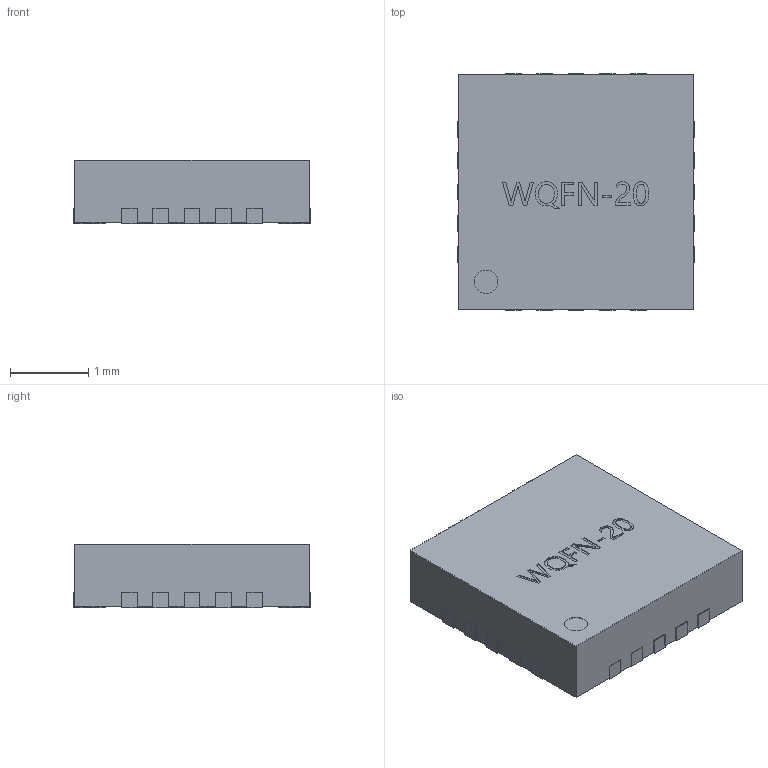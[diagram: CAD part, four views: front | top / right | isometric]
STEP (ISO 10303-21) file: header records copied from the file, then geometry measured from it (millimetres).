
FILE_DESCRIPTION (( 'STEP AP214' ), '1' );
FILE_NAME ('WQFN20-3x3.STEP', '2024-11-03T10:48:17', ( '' ), ( '' ), 'SwSTEP 2.0', 'SolidWorks 2021', '' );
FILE_SCHEMA (( 'AUTOMOTIVE_DESIGN' ));
Length unit declared in the file: millimetre
Products named in the file (1): WQFN20-3x3
Bounding box: 3.02 x 3.02 x 0.81 mm (x, y, z)
Volume: 7.2 mm3; surface area: 28.2 mm2
Topology: 1 solids, 1 shells, 233 faces, 660 edges, 440 vertices
Faces by surface type: plane 170, bspline 36, cylinder 27
Entity records: 10332 total; most frequent: CARTESIAN_POINT 3314, ORIENTED_EDGE 1320, DIRECTION 1038, EDGE_CURVE 660, VECTOR 534, LINE 534, VERTEX_POINT 440, AXIS2_PLACEMENT_3D 252
